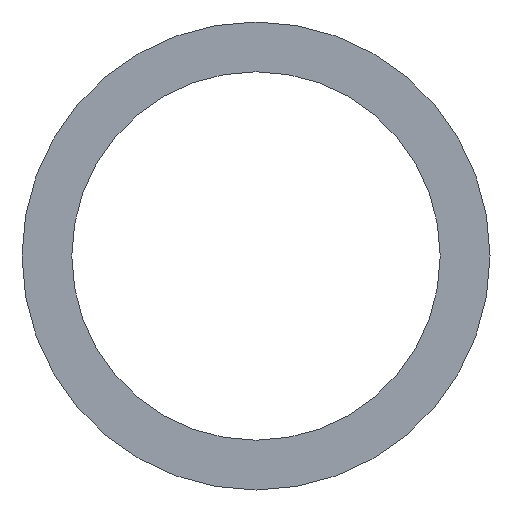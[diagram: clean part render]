
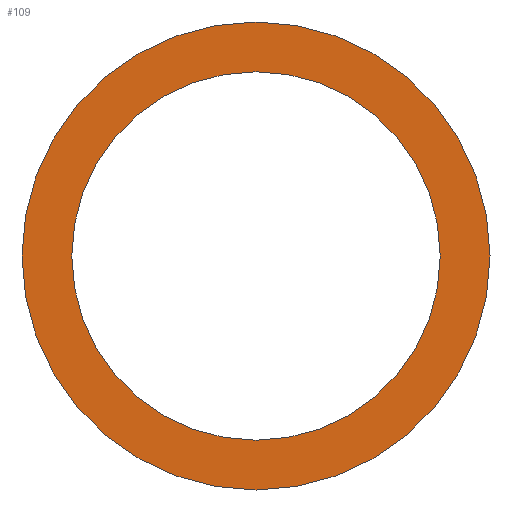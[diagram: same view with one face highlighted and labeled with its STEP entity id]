
A CAD part, front view. The second image highlights one B-rep face of the part: STEP entity #109.
In plain terms, the highlighted planar face has unit normal (0, -1, 0).
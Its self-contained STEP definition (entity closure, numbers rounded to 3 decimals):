
#1 = EDGE_CURVE ( 'NONE', #157, #88, #216, .T. ) ;
#2 = CIRCLE ( 'NONE', #65, 10. ) ;
#4 = ORIENTED_EDGE ( 'NONE', *, *, #123, .T. ) ;
#7 = PLANE ( 'NONE',  #75 ) ;
#11 = CARTESIAN_POINT ( 'NONE',  ( 0., 0., 0. ) ) ;
#16 = CARTESIAN_POINT ( 'NONE',  ( 0., 0., -10. ) ) ;
#20 = ORIENTED_EDGE ( 'NONE', *, *, #96, .F. ) ;
#25 = DIRECTION ( 'NONE',  ( 0., 1., 0. ) ) ;
#30 = DIRECTION ( 'NONE',  ( 0., 0., 1. ) ) ;
#38 = AXIS2_PLACEMENT_3D ( 'NONE', #232, #49, #81 ) ;
#40 = AXIS2_PLACEMENT_3D ( 'NONE', #201, #225, #98 ) ;
#49 = DIRECTION ( 'NONE',  ( 0., 1., 0. ) ) ;
#60 = ORIENTED_EDGE ( 'NONE', *, *, #166, .T. ) ;
#63 = AXIS2_PLACEMENT_3D ( 'NONE', #83, #25, #177 ) ;
#65 = AXIS2_PLACEMENT_3D ( 'NONE', #11, #197, #30 ) ;
#75 = AXIS2_PLACEMENT_3D ( 'NONE', #84, #140, #156 ) ;
#80 = FACE_BOUND ( 'NONE', #169, .T. ) ;
#81 = DIRECTION ( 'NONE',  ( 0., 0., 1. ) ) ;
#82 = CARTESIAN_POINT ( 'NONE',  ( 0., 0., 10. ) ) ;
#83 = CARTESIAN_POINT ( 'NONE',  ( 0., 0., 0. ) ) ;
#84 = CARTESIAN_POINT ( 'NONE',  ( 10., 0., 0. ) ) ;
#88 = VERTEX_POINT ( 'NONE', #115 ) ;
#96 = EDGE_CURVE ( 'NONE', #88, #157, #182, .T. ) ;
#98 = DIRECTION ( 'NONE',  ( 0., 0., 1. ) ) ;
#109 = ADVANCED_FACE ( 'NONE', ( #126, #80 ), #7, .F. ) ;
#113 = ORIENTED_EDGE ( 'NONE', *, *, #1, .F. ) ;
#115 = CARTESIAN_POINT ( 'NONE',  ( 0., 0., -12.7 ) ) ;
#123 = EDGE_CURVE ( 'NONE', #204, #184, #194, .T. ) ;
#126 = FACE_OUTER_BOUND ( 'NONE', #130, .T. ) ;
#130 = EDGE_LOOP ( 'NONE', ( #113, #20 ) ) ;
#140 = DIRECTION ( 'NONE',  ( 0., 1., 0. ) ) ;
#156 = DIRECTION ( 'NONE',  ( 0., 0., 1. ) ) ;
#157 = VERTEX_POINT ( 'NONE', #175 ) ;
#166 = EDGE_CURVE ( 'NONE', #184, #204, #2, .T. ) ;
#169 = EDGE_LOOP ( 'NONE', ( #60, #4 ) ) ;
#175 = CARTESIAN_POINT ( 'NONE',  ( 0., 0., 12.7 ) ) ;
#177 = DIRECTION ( 'NONE',  ( 0., 0., 1. ) ) ;
#182 = CIRCLE ( 'NONE', #63, 12.7 ) ;
#184 = VERTEX_POINT ( 'NONE', #82 ) ;
#194 = CIRCLE ( 'NONE', #38, 10. ) ;
#197 = DIRECTION ( 'NONE',  ( 0., 1., 0. ) ) ;
#201 = CARTESIAN_POINT ( 'NONE',  ( 0., 0., 0. ) ) ;
#204 = VERTEX_POINT ( 'NONE', #16 ) ;
#216 = CIRCLE ( 'NONE', #40, 12.7 ) ;
#225 = DIRECTION ( 'NONE',  ( 0., 1., 0. ) ) ;
#232 = CARTESIAN_POINT ( 'NONE',  ( 0., 0., 0. ) ) ;
